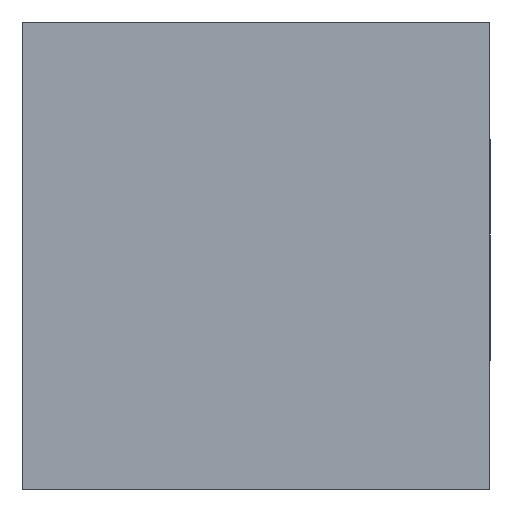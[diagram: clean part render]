
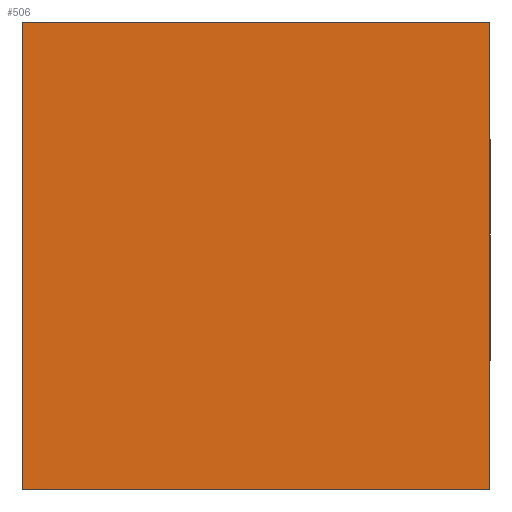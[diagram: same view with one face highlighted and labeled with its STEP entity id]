
A CAD part, left-side view. The second image highlights one B-rep face of the part: STEP entity #506.
In plain terms, the highlighted planar face has unit normal (-1, 0, 0).
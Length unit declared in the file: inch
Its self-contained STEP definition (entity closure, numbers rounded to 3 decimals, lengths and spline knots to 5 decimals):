
#506 = ADVANCED_FACE( '', ( #1087 ), #1088, .F. );
#1087 = FACE_OUTER_BOUND( '', #1660, .T. );
#1088 = PLANE( '', #1661 );
#1660 = EDGE_LOOP( '', ( #3079, #3080, #3081, #3082 ) );
#1661 = AXIS2_PLACEMENT_3D( '', #3083, #3084, #3085 );
#3079 = ORIENTED_EDGE( '', *, *, #3180, .F. );
#3080 = ORIENTED_EDGE( '', *, *, #3423, .F. );
#3081 = ORIENTED_EDGE( '', *, *, #3487, .F. );
#3082 = ORIENTED_EDGE( '', *, *, #3649, .F. );
#3083 = CARTESIAN_POINT( '', ( 0., 0., 0. ) );
#3084 = DIRECTION( '', ( 1., 0., 0. ) );
#3085 = DIRECTION( '', ( 0., 0., -1. ) );
#3180 = EDGE_CURVE( '', #3822, #3823, #3824, .T. );
#3423 = EDGE_CURVE( '', #4197, #3822, #4198, .T. );
#3487 = EDGE_CURVE( '', #4286, #4197, #4287, .T. );
#3649 = EDGE_CURVE( '', #3823, #4286, #4457, .T. );
#3822 = VERTEX_POINT( '', #4707 );
#3823 = VERTEX_POINT( '', #4708 );
#3824 = LINE( '', #4709, #4710 );
#4197 = VERTEX_POINT( '', #5341 );
#4198 = LINE( '', #5342, #5343 );
#4286 = VERTEX_POINT( '', #5479 );
#4287 = LINE( '', #5480, #5481 );
#4457 = LINE( '', #5784, #5785 );
#4707 = CARTESIAN_POINT( '', ( 0., 1.75, 0. ) );
#4708 = CARTESIAN_POINT( '', ( 0., 1.75, 1.75 ) );
#4709 = CARTESIAN_POINT( '', ( 0., 1.75, 0. ) );
#4710 = VECTOR( '', #5933, 39.37008 );
#5341 = CARTESIAN_POINT( '', ( 0., 0., 0. ) );
#5342 = CARTESIAN_POINT( '', ( 0., 0., 0. ) );
#5343 = VECTOR( '', #6231, 39.37008 );
#5479 = CARTESIAN_POINT( '', ( 0., 0., 1.75 ) );
#5480 = CARTESIAN_POINT( '', ( 0., 0., 1.75 ) );
#5481 = VECTOR( '', #6310, 39.37008 );
#5784 = CARTESIAN_POINT( '', ( 0., 1.75, 1.75 ) );
#5785 = VECTOR( '', #6415, 39.37008 );
#5933 = DIRECTION( '', ( 0., 0., 1. ) );
#6231 = DIRECTION( '', ( 0., 1., 0. ) );
#6310 = DIRECTION( '', ( 0., 0., -1. ) );
#6415 = DIRECTION( '', ( 0., -1., 0. ) );
